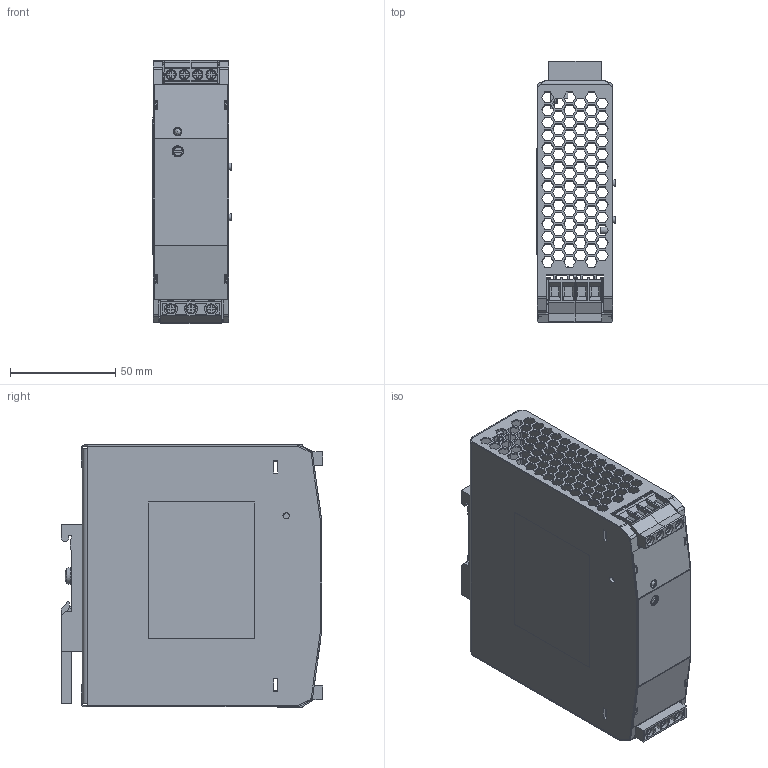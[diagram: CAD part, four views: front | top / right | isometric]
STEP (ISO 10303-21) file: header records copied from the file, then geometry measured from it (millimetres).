
FILE_DESCRIPTION (( 'STEP AP214' ), '1' );
FILE_NAME ('PSH-X-120.STEP', '2018-07-19T21:33:52', ( '' ), ( '' ), 'SwSTEP 2.0', 'SolidWorks 2017', '' );
FILE_SCHEMA (( 'AUTOMOTIVE_DESIGN' ));
Length unit declared in the file: inch
Products named in the file (1): PSH-X-120
Bounding box: 37.05 x 124.04 x 125.05 mm (x, y, z)
Volume: 73686.2 mm3; surface area: 114916.4 mm2
Topology: 16 solids, 16 shells, 2175 faces, 6299 edges, 4198 vertices
Faces by surface type: plane 1825, cylinder 206, bspline 110, cone 34
Full cylindrical faces by diameter (mm): 0.2 x6, 0.5 x5, 2 x1, 2.459 x2, 3 x8, 3.005 x4, 3.19 x1, 3.2 x8, 3.21 x2, 3.5 x4, 3.7 x2, 4 x10, 4.064 x1, 4.3 x1, 4.5 x3, 4.602 x4, 4.749 x4, 4.77 x3, 4.8 x6, 4.901 x4, 4.904 x4, 5 x1, 5.2 x1, 5.334 x1, 5.6 x5
Entity records: 108317 total; most frequent: CARTESIAN_POINT 23659, ORIENTED_EDGE 12134, DIRECTION 10119, EDGE_CURVE 6067, VECTOR 5319, LINE 5319, VERTEX_POINT 4118, EDGE_LOOP 2805
